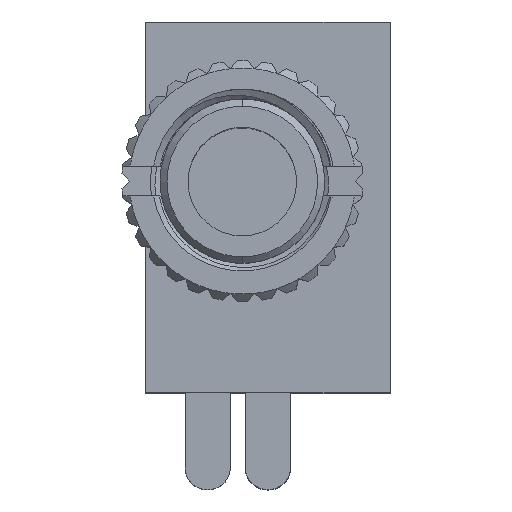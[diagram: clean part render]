
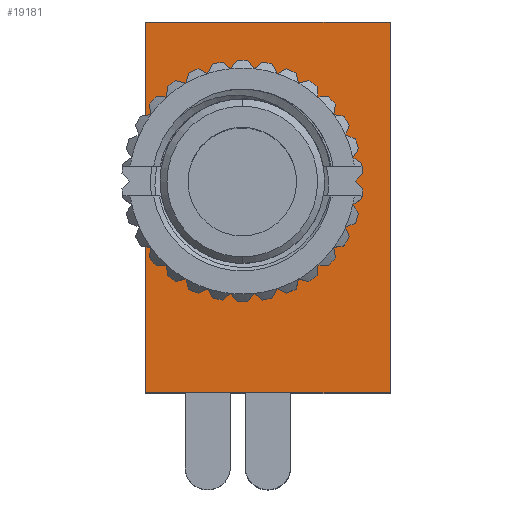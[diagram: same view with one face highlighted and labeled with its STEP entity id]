
A CAD part, top view. The second image highlights one B-rep face of the part: STEP entity #19181.
In plain terms, the highlighted planar face has unit normal (0, 0, 1).
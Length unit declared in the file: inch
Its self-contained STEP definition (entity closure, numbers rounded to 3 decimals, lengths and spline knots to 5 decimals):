
#81 = EDGE_CURVE ( 'NONE', #14427, #19883, #13446, .T. ) ;
#394 = VERTEX_POINT ( 'NONE', #17523 ) ;
#910 = AXIS2_PLACEMENT_3D ( 'NONE', #9053, #9008, #9003 ) ;
#1968 = ORIENTED_EDGE ( 'NONE', *, *, #18747, .F. ) ;
#2891 = CARTESIAN_POINT ( 'NONE',  ( 0.19291, -0.27559, 0. ) ) ;
#2913 = CIRCLE ( 'NONE', #12648, 0.11811 ) ;
#3336 = DIRECTION ( 'NONE',  ( -1., 0., 0. ) ) ;
#3350 = DIRECTION ( 'NONE',  ( 0., 0., -1. ) ) ;
#3372 = CARTESIAN_POINT ( 'NONE',  ( 0.19291, 0.20866, 0. ) ) ;
#3375 = CARTESIAN_POINT ( 'NONE',  ( -0.12598, 0.20866, 0. ) ) ;
#3592 = PLANE ( 'NONE',  #7054 ) ;
#3812 = ORIENTED_EDGE ( 'NONE', *, *, #17804, .F. ) ;
#4035 = DIRECTION ( 'NONE',  ( 0., -1., 0. ) ) ;
#4534 = EDGE_LOOP ( 'NONE', ( #1968, #13620 ) ) ;
#5206 = LINE ( 'NONE', #19679, #12494 ) ;
#5244 = CARTESIAN_POINT ( 'NONE',  ( -0.12598, 0.20866, 0. ) ) ;
#5584 = CARTESIAN_POINT ( 'NONE',  ( 0., -0.11811, 0. ) ) ;
#5702 = VECTOR ( 'NONE', #17346, 39.37008 ) ;
#7009 = VERTEX_POINT ( 'NONE', #7225 ) ;
#7054 = AXIS2_PLACEMENT_3D ( 'NONE', #3372, #3350, #3336 ) ;
#7225 = CARTESIAN_POINT ( 'NONE',  ( 0., 0.11811, 0. ) ) ;
#8540 = DIRECTION ( 'NONE',  ( 0., 1., 0. ) ) ;
#8545 = DIRECTION ( 'NONE',  ( 0., 0., 1. ) ) ;
#8561 = CARTESIAN_POINT ( 'NONE',  ( 0., 0., 0. ) ) ;
#8954 = ORIENTED_EDGE ( 'NONE', *, *, #18697, .F. ) ;
#9003 = DIRECTION ( 'NONE',  ( 0., 1., 0. ) ) ;
#9008 = DIRECTION ( 'NONE',  ( 0., 0., 1. ) ) ;
#9053 = CARTESIAN_POINT ( 'NONE',  ( 0., 0., 0. ) ) ;
#9180 = CARTESIAN_POINT ( 'NONE',  ( 0.19291, 0.20866, 0. ) ) ;
#9199 = DIRECTION ( 'NONE',  ( 1., 0., 0. ) ) ;
#11083 = CARTESIAN_POINT ( 'NONE',  ( 0.19291, 0.20866, 0. ) ) ;
#11218 = ORIENTED_EDGE ( 'NONE', *, *, #17621, .F. ) ;
#11339 = LINE ( 'NONE', #9180, #11368 ) ;
#11368 = VECTOR ( 'NONE', #9199, 39.37008 ) ;
#11477 = ORIENTED_EDGE ( 'NONE', *, *, #81, .T. ) ;
#11738 = EDGE_CURVE ( 'NONE', #19044, #7009, #14740, .T. ) ;
#12494 = VECTOR ( 'NONE', #19663, 39.37008 ) ;
#12648 = AXIS2_PLACEMENT_3D ( 'NONE', #8561, #8545, #8540 ) ;
#13300 = VECTOR ( 'NONE', #4035, 39.37008 ) ;
#13446 = LINE ( 'NONE', #5244, #13300 ) ;
#13620 = ORIENTED_EDGE ( 'NONE', *, *, #11738, .F. ) ;
#14427 = VERTEX_POINT ( 'NONE', #3375 ) ;
#14740 = CIRCLE ( 'NONE', #910, 0.11811 ) ;
#14820 = LINE ( 'NONE', #11083, #5702 ) ;
#16253 = EDGE_LOOP ( 'NONE', ( #11218, #8954, #11477, #3812 ) ) ;
#17346 = DIRECTION ( 'NONE',  ( 0., -1., 0. ) ) ;
#17358 = VERTEX_POINT ( 'NONE', #2891 ) ;
#17523 = CARTESIAN_POINT ( 'NONE',  ( 0.19291, 0.20866, 0. ) ) ;
#17621 = EDGE_CURVE ( 'NONE', #394, #17358, #14820, .T. ) ;
#17647 = FACE_OUTER_BOUND ( 'NONE', #16253, .T. ) ;
#17701 = FACE_BOUND ( 'NONE', #4534, .T. ) ;
#17804 = EDGE_CURVE ( 'NONE', #17358, #19883, #5206, .T. ) ;
#18697 = EDGE_CURVE ( 'NONE', #14427, #394, #11339, .T. ) ;
#18747 = EDGE_CURVE ( 'NONE', #7009, #19044, #2913, .T. ) ;
#19044 = VERTEX_POINT ( 'NONE', #5584 ) ;
#19050 = CARTESIAN_POINT ( 'NONE',  ( -0.12598, -0.27559, 0. ) ) ;
#19181 = ADVANCED_FACE ( 'NONE', ( #17647, #17701 ), #3592, .F. ) ;
#19663 = DIRECTION ( 'NONE',  ( -1., 0., 0. ) ) ;
#19679 = CARTESIAN_POINT ( 'NONE',  ( 0.19291, -0.27559, 0. ) ) ;
#19883 = VERTEX_POINT ( 'NONE', #19050 ) ;
